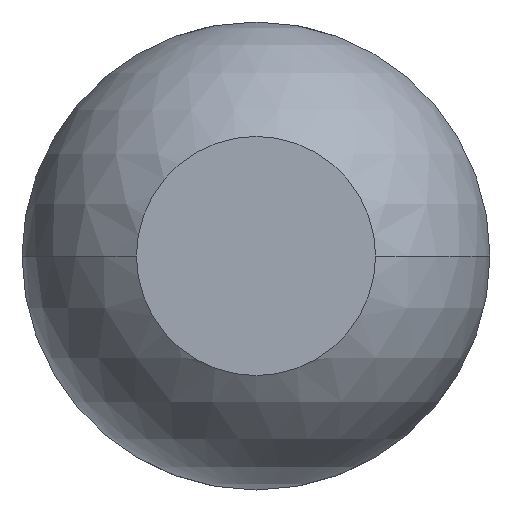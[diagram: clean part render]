
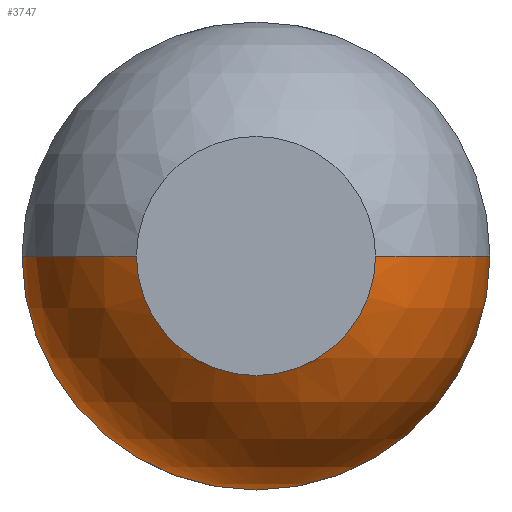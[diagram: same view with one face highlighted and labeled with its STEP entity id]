
A CAD part, front view. The second image highlights one B-rep face of the part: STEP entity #3747.
In plain terms, the highlighted spherical face has radius 0.685 mm.
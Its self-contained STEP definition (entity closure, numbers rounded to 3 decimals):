
#100 = SPHERICAL_SURFACE ( 'NONE', #189, 0.685 ) ;
#122 = CARTESIAN_POINT ( 'NONE',  ( 0., -30., 0. ) ) ;
#123 = AXIS2_PLACEMENT_3D ( 'NONE', #827, #1776, #3397 ) ;
#189 = AXIS2_PLACEMENT_3D ( 'NONE', #327, #1603, #634 ) ;
#207 = EDGE_CURVE ( 'Defeature ausgef�hrt1_17+Defeature ausgef�hrt1_4+Defeature ausgef�hrt1_4+Defeature ausgef�hrt1_4', #1026, #3800, #3334, .T. ) ;
#243 = CIRCLE ( 'NONE', #1649, 0.685 ) ;
#288 = EDGE_CURVE ( 'NONE', #1026, #2838, #243, .T. ) ;
#327 = CARTESIAN_POINT ( 'NONE',  ( 0., -29.411, 0. ) ) ;
#375 = ORIENTED_EDGE ( 'NONE', *, *, #766, .F. ) ;
#423 = VERTEX_POINT ( 'NONE', #2839 ) ;
#436 = AXIS2_PLACEMENT_3D ( 'NONE', #1653, #1612, #965 ) ;
#624 = ORIENTED_EDGE ( 'NONE', *, *, #2136, .F. ) ;
#634 = DIRECTION ( 'NONE',  ( 1., 0., 0. ) ) ;
#692 = DIRECTION ( 'NONE',  ( 0., 0., 1. ) ) ;
#766 = EDGE_CURVE ( 'Defeature ausgef�hrt1_5+Defeature ausgef�hrt1_4+Defeature ausgef�hrt1_4+Defeature ausgef�hrt1_4', #423, #2838, #1604, .T. ) ;
#771 = DIRECTION ( 'NONE',  ( 0., 0., -1. ) ) ;
#827 = CARTESIAN_POINT ( 'NONE',  ( 0., -30., 0. ) ) ;
#965 = DIRECTION ( 'NONE',  ( 0., 0., 1. ) ) ;
#968 = EDGE_CURVE ( 'NONE', #1258, #1401, #4011, .T. ) ;
#982 = ORIENTED_EDGE ( 'NONE', *, *, #207, .F. ) ;
#1026 = VERTEX_POINT ( 'NONE', #2377 ) ;
#1067 = CIRCLE ( 'NONE', #3670, 0.35 ) ;
#1105 = ORIENTED_EDGE ( 'NONE', *, *, #968, .F. ) ;
#1141 = ORIENTED_EDGE ( 'NONE', *, *, #2798, .F. ) ;
#1258 = VERTEX_POINT ( 'NONE', #1943 ) ;
#1401 = VERTEX_POINT ( 'NONE', #1698 ) ;
#1597 = CARTESIAN_POINT ( 'NONE',  ( -0.685, -29.411, 0. ) ) ;
#1603 = DIRECTION ( 'NONE',  ( 0., 0., -1. ) ) ;
#1604 = CIRCLE ( 'NONE', #3638, 0.685 ) ;
#1612 = DIRECTION ( 'NONE',  ( 0., 1., 0. ) ) ;
#1649 = AXIS2_PLACEMENT_3D ( 'NONE', #2807, #3152, #1848 ) ;
#1653 = CARTESIAN_POINT ( 'NONE',  ( 0., -29.411, 0. ) ) ;
#1698 = CARTESIAN_POINT ( 'NONE',  ( 0.685, -29.411, 0. ) ) ;
#1776 = DIRECTION ( 'NONE',  ( 0., -1., 0. ) ) ;
#1848 = DIRECTION ( 'NONE',  ( -1., 0., 0. ) ) ;
#1943 = CARTESIAN_POINT ( 'NONE',  ( 0.35, -30., 0. ) ) ;
#1985 = CARTESIAN_POINT ( 'NONE',  ( 0., -29.411, 0. ) ) ;
#2136 = EDGE_CURVE ( 'Defeature ausgef�hrt1_17+Defeature ausgef�hrt1_4+Defeature ausgef�hrt1_4+Defeature ausgef�hrt1_4', #3800, #1258, #1067, .T. ) ;
#2161 = DIRECTION ( 'NONE',  ( 0., 1., 0. ) ) ;
#2377 = CARTESIAN_POINT ( 'NONE',  ( -0.35, -30., 0. ) ) ;
#2481 = CIRCLE ( 'NONE', #436, 0.685 ) ;
#2588 = AXIS2_PLACEMENT_3D ( 'NONE', #1985, #692, #2931 ) ;
#2667 = EDGE_LOOP ( 'NONE', ( #982, #3211, #375, #1141, #1105, #624 ) ) ;
#2697 = DIRECTION ( 'NONE',  ( 0., -1., 0. ) ) ;
#2798 = EDGE_CURVE ( 'Defeature ausgef�hrt1_5+Defeature ausgef�hrt1_4+Defeature ausgef�hrt1_4+Defeature ausgef�hrt1_4', #1401, #423, #2481, .T. ) ;
#2807 = CARTESIAN_POINT ( 'NONE',  ( 0., -29.411, 0. ) ) ;
#2838 = VERTEX_POINT ( 'NONE', #1597 ) ;
#2839 = CARTESIAN_POINT ( 'NONE',  ( 0., -29.411, -0.685 ) ) ;
#2931 = DIRECTION ( 'NONE',  ( 1., 0., 0. ) ) ;
#3152 = DIRECTION ( 'NONE',  ( 0., 0., -1. ) ) ;
#3211 = ORIENTED_EDGE ( 'NONE', *, *, #288, .T. ) ;
#3334 = CIRCLE ( 'NONE', #123, 0.35 ) ;
#3397 = DIRECTION ( 'NONE',  ( 0., 0., -1. ) ) ;
#3638 = AXIS2_PLACEMENT_3D ( 'NONE', #3708, #2161, #4038 ) ;
#3670 = AXIS2_PLACEMENT_3D ( 'NONE', #122, #2697, #771 ) ;
#3707 = FACE_OUTER_BOUND ( 'NONE', #2667, .T. ) ;
#3708 = CARTESIAN_POINT ( 'NONE',  ( 0., -29.411, 0. ) ) ;
#3747 = ADVANCED_FACE ( 'Defeature ausgef�hrt1_4', ( #3707 ), #100, .T. ) ;
#3752 = CARTESIAN_POINT ( 'NONE',  ( 0., -30., -0.35 ) ) ;
#3800 = VERTEX_POINT ( 'NONE', #3752 ) ;
#4011 = CIRCLE ( 'NONE', #2588, 0.685 ) ;
#4038 = DIRECTION ( 'NONE',  ( 0., 0., 1. ) ) ;
